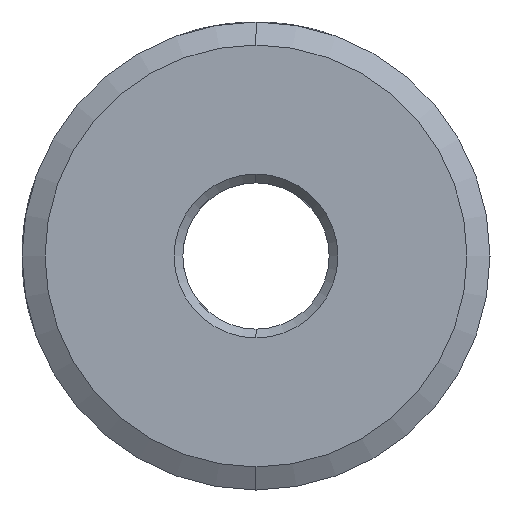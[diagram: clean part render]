
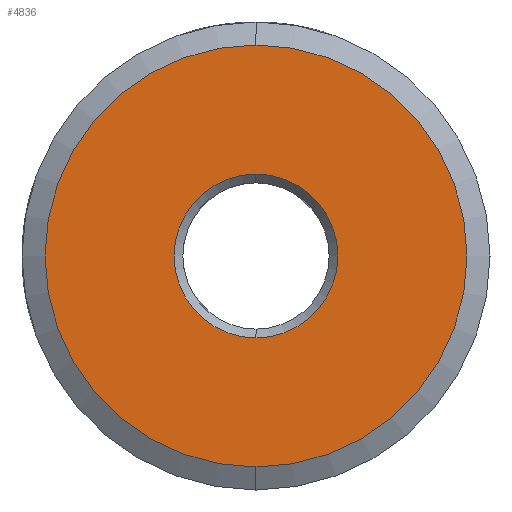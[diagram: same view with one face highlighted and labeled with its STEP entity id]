
A CAD part, left-side view. The second image highlights one B-rep face of the part: STEP entity #4836.
In plain terms, the highlighted planar face has unit normal (-1, 0, 0).
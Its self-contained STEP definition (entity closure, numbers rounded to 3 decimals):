
#54 = DIRECTION ( 'NONE',  ( 1., 0., 0. ) ) ;
#223 = EDGE_LOOP ( 'NONE', ( #6473, #5428 ) ) ;
#423 = DIRECTION ( 'NONE',  ( -1., 0., 0. ) ) ;
#488 = VERTEX_POINT ( 'NONE', #4706 ) ;
#512 = AXIS2_PLACEMENT_3D ( 'NONE', #5580, #1974, #6093 ) ;
#674 = FACE_OUTER_BOUND ( 'NONE', #223, .T. ) ;
#757 = DIRECTION ( 'NONE',  ( 1., 0., 0. ) ) ;
#896 = AXIS2_PLACEMENT_3D ( 'NONE', #3739, #54, #4360 ) ;
#1055 = CARTESIAN_POINT ( 'NONE',  ( 0., 0., 0. ) ) ;
#1398 = EDGE_CURVE ( 'NONE', #3569, #4122, #5785, .T. ) ;
#1883 = CIRCLE ( 'NONE', #4941, 7.213 ) ;
#1974 = DIRECTION ( 'NONE',  ( -1., 0., 0. ) ) ;
#2013 = ORIENTED_EDGE ( 'NONE', *, *, #1398, .T. ) ;
#3049 = VERTEX_POINT ( 'NONE', #5966 ) ;
#3475 = AXIS2_PLACEMENT_3D ( 'NONE', #1055, #423, #6357 ) ;
#3482 = DIRECTION ( 'NONE',  ( -1., 0., 0. ) ) ;
#3569 = VERTEX_POINT ( 'NONE', #6330 ) ;
#3646 = EDGE_LOOP ( 'NONE', ( #5079, #2013 ) ) ;
#3739 = CARTESIAN_POINT ( 'NONE',  ( 0., 0., 0. ) ) ;
#4030 = EDGE_CURVE ( 'NONE', #4122, #3569, #6901, .T. ) ;
#4122 = VERTEX_POINT ( 'NONE', #5574 ) ;
#4286 = CIRCLE ( 'NONE', #512, 7.213 ) ;
#4360 = DIRECTION ( 'NONE',  ( 0., 0., 1. ) ) ;
#4427 = CARTESIAN_POINT ( 'NONE',  ( 0., 0., 0. ) ) ;
#4598 = AXIS2_PLACEMENT_3D ( 'NONE', #4427, #757, #5047 ) ;
#4706 = CARTESIAN_POINT ( 'NONE',  ( 0., 0., -7.213 ) ) ;
#4836 = ADVANCED_FACE ( 'NONE', ( #5353, #674 ), #5841, .T. ) ;
#4941 = AXIS2_PLACEMENT_3D ( 'NONE', #6848, #3482, #7367 ) ;
#5047 = DIRECTION ( 'NONE',  ( 0., 0., 1. ) ) ;
#5079 = ORIENTED_EDGE ( 'NONE', *, *, #4030, .T. ) ;
#5353 = FACE_BOUND ( 'NONE', #3646, .T. ) ;
#5428 = ORIENTED_EDGE ( 'NONE', *, *, #6671, .T. ) ;
#5574 = CARTESIAN_POINT ( 'NONE',  ( 0., 0., 2.8 ) ) ;
#5580 = CARTESIAN_POINT ( 'NONE',  ( 0., 0., 0. ) ) ;
#5785 = CIRCLE ( 'NONE', #4598, 2.8 ) ;
#5841 = PLANE ( 'NONE',  #3475 ) ;
#5966 = CARTESIAN_POINT ( 'NONE',  ( 0., 0., 7.213 ) ) ;
#6093 = DIRECTION ( 'NONE',  ( 0., 0., 1. ) ) ;
#6330 = CARTESIAN_POINT ( 'NONE',  ( 0., 0., -2.8 ) ) ;
#6357 = DIRECTION ( 'NONE',  ( 0., 0., 1. ) ) ;
#6473 = ORIENTED_EDGE ( 'NONE', *, *, #7109, .T. ) ;
#6671 = EDGE_CURVE ( 'NONE', #3049, #488, #1883, .T. ) ;
#6848 = CARTESIAN_POINT ( 'NONE',  ( 0., 0., 0. ) ) ;
#6901 = CIRCLE ( 'NONE', #896, 2.8 ) ;
#7109 = EDGE_CURVE ( 'NONE', #488, #3049, #4286, .T. ) ;
#7367 = DIRECTION ( 'NONE',  ( 0., 0., 1. ) ) ;
